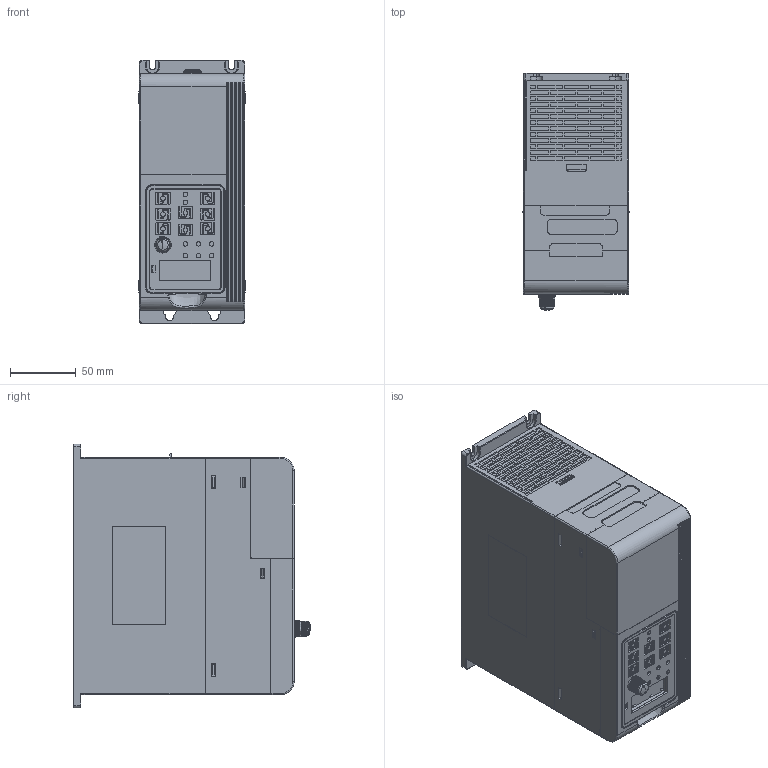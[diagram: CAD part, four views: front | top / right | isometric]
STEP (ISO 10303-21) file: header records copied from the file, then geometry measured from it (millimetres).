
FILE_DESCRIPTION (( 'STEP AP203' ), '1' );
FILE_NAME ('FR500H-4T-(0.75-2.2)KW.STEP', '2023-08-17T10:35:38', ( '' ), ( '' ), 'SwSTEP 2.0', 'SolidWorks 2022', '' );
FILE_SCHEMA (( 'CONFIG_CONTROL_DESIGN' ));
Length unit declared in the file: millimetre
Products named in the file (1): FR500H-4T-(0.75-2.2)KW
Bounding box: 80.49 x 179.75 x 200 mm (x, y, z)
Volume: 2271928.4 mm3; surface area: 178930.5 mm2
Topology: 1 solids, 4 shells, 2801 faces, 7577 edges, 4938 vertices
Faces by surface type: plane 1832, cylinder 702, torus 91, cone 84, bspline 82, sphere 10
Entity records: 108010 total; most frequent: CARTESIAN_POINT 38487, ORIENTED_EDGE 15124, DIRECTION 13434, EDGE_CURVE 7562, LINE 4946, VECTOR 4946, VERTEX_POINT 4932, AXIS2_PLACEMENT_3D 4244
